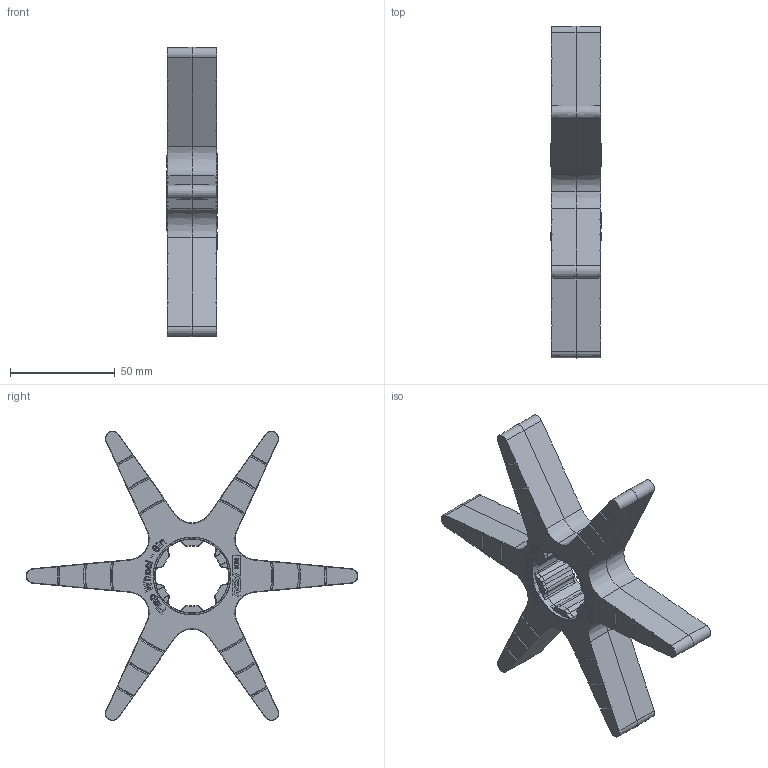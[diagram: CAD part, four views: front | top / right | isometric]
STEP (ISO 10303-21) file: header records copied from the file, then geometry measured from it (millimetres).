
FILE_DESCRIPTION (( 'STEP AP203' ), '1' );
FILE_NAME ('REV-21-6568_RevA.STEP', '2025-11-04T22:10:45', ( '' ), ( '' ), 'SwSTEP 2.0', 'SolidWorks 2022', '' );
FILE_SCHEMA (( 'CONFIG_CONTROL_DESIGN' ));
Length unit declared in the file: millimetre
Products named in the file (3): REV-20-2402; REV-21-6568-P01; REV-21-6568_RevA
Assembly tree (2 placements, depth 2):
  REV-21-6568_RevA
    REV-20-2402
    REV-21-6568-P01
Bounding box: 24.01 x 158.72 x 138.41 mm (x, y, z)
Volume: 121096.7 mm3; surface area: 40052.7 mm2
Topology: 2 solids, 2 shells, 1507 faces, 3888 edges, 2405 vertices
Faces by surface type: plane 668, bspline 302, cone 268, torus 190, cylinder 61, sphere 18
Entity records: 58111 total; most frequent: CARTESIAN_POINT 23387, ORIENTED_EDGE 7650, DIRECTION 6354, EDGE_CURVE 3825, VERTEX_POINT 2405, AXIS2_PLACEMENT_3D 2140, VECTOR 2074, LINE 2074
